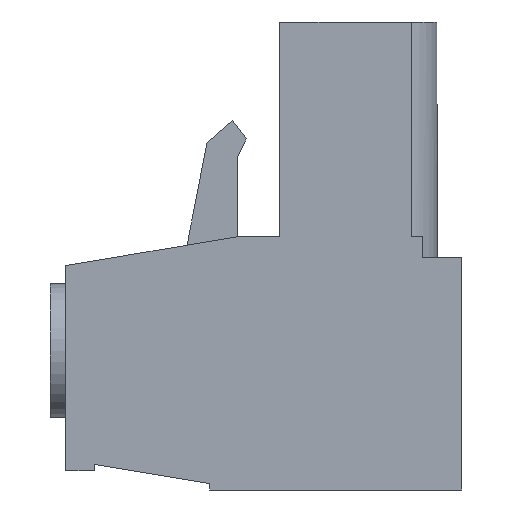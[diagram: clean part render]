
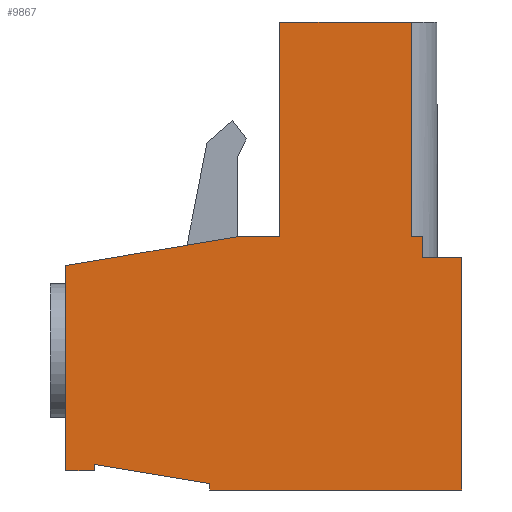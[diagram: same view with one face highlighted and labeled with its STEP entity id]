
A CAD part, left-side view. The second image highlights one B-rep face of the part: STEP entity #9867.
In plain terms, the highlighted planar face has unit normal (-1, 0, 0).
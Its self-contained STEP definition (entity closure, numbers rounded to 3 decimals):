
#184 = CARTESIAN_POINT ( 'NONE',  ( 0., 8.55, 9.85 ) ) ;
#209 = CARTESIAN_POINT ( 'NONE',  ( 0., 15.35, 0.75 ) ) ;
#218 = DIRECTION ( 'NONE',  ( 0., 0., -1. ) ) ;
#408 = LINE ( 'NONE', #2159, #9743 ) ;
#475 = DIRECTION ( 'NONE',  ( 0., 0., -1. ) ) ;
#504 = CARTESIAN_POINT ( 'NONE',  ( 0., 7.05, 18.15 ) ) ;
#710 = VECTOR ( 'NONE', #1491, 1000. ) ;
#789 = CARTESIAN_POINT ( 'NONE',  ( 0., 9.77, 0.25 ) ) ;
#796 = AXIS2_PLACEMENT_3D ( 'NONE', #1579, #8093, #2506 ) ;
#836 = EDGE_LOOP ( 'NONE', ( #5113, #3521, #4120, #11209, #11329, #1731, #2865, #7259, #5526, #8301, #7877, #11625, #7260, #9532, #1910 ) ) ;
#894 = EDGE_CURVE ( 'NONE', #10092, #5101, #1003, .T. ) ;
#906 = DIRECTION ( 'NONE',  ( 0., 1., 0. ) ) ;
#1003 = LINE ( 'NONE', #5427, #8142 ) ;
#1217 = VERTEX_POINT ( 'NONE', #5762 ) ;
#1406 = VECTOR ( 'NONE', #218, 1000. ) ;
#1416 = DIRECTION ( 'NONE',  ( 0., 0., 1. ) ) ;
#1491 = DIRECTION ( 'NONE',  ( 0., 0., 1. ) ) ;
#1532 = EDGE_CURVE ( 'NONE', #1217, #8502, #5745, .T. ) ;
#1579 = CARTESIAN_POINT ( 'NONE',  ( 0., 0., 0. ) ) ;
#1587 = VERTEX_POINT ( 'NONE', #8880 ) ;
#1731 = ORIENTED_EDGE ( 'NONE', *, *, #5317, .F. ) ;
#1910 = ORIENTED_EDGE ( 'NONE', *, *, #7462, .F. ) ;
#1992 = DIRECTION ( 'NONE',  ( 0., -0.986, 0.167 ) ) ;
#2092 = LINE ( 'NONE', #2870, #9850 ) ;
#2159 = CARTESIAN_POINT ( 'NONE',  ( 0., 1.5, 9.85 ) ) ;
#2506 = DIRECTION ( 'NONE',  ( 0., 0., 1. ) ) ;
#2775 = VERTEX_POINT ( 'NONE', #11941 ) ;
#2865 = ORIENTED_EDGE ( 'NONE', *, *, #3610, .F. ) ;
#2870 = CARTESIAN_POINT ( 'NONE',  ( 0., 0., 0. ) ) ;
#2912 = LINE ( 'NONE', #6431, #5368 ) ;
#2913 = EDGE_CURVE ( 'NONE', #5956, #5195, #6730, .T. ) ;
#3114 = VECTOR ( 'NONE', #11166, 1000. ) ;
#3205 = FACE_OUTER_BOUND ( 'NONE', #836, .T. ) ;
#3282 = VECTOR ( 'NONE', #7734, 1000. ) ;
#3314 = LINE ( 'NONE', #7171, #5197 ) ;
#3431 = LINE ( 'NONE', #5144, #710 ) ;
#3508 = EDGE_CURVE ( 'NONE', #5101, #7719, #9187, .T. ) ;
#3521 = ORIENTED_EDGE ( 'NONE', *, *, #9501, .F. ) ;
#3547 = EDGE_CURVE ( 'NONE', #8502, #6812, #6085, .T. ) ;
#3554 = VECTOR ( 'NONE', #1992, 1000. ) ;
#3562 = VECTOR ( 'NONE', #475, 1000. ) ;
#3610 = EDGE_CURVE ( 'NONE', #7719, #8046, #3314, .T. ) ;
#3797 = DIRECTION ( 'NONE',  ( 0., 0., -1. ) ) ;
#3842 = LINE ( 'NONE', #184, #3554 ) ;
#4120 = ORIENTED_EDGE ( 'NONE', *, *, #3547, .F. ) ;
#4465 = VERTEX_POINT ( 'NONE', #6818 ) ;
#4661 = CARTESIAN_POINT ( 'NONE',  ( 0., 8.55, 9.85 ) ) ;
#4934 = DIRECTION ( 'NONE',  ( 0., -1., 0. ) ) ;
#5096 = CARTESIAN_POINT ( 'NONE',  ( 0., 1.95, 18.15 ) ) ;
#5101 = VERTEX_POINT ( 'NONE', #11053 ) ;
#5113 = ORIENTED_EDGE ( 'NONE', *, *, #2913, .F. ) ;
#5144 = CARTESIAN_POINT ( 'NONE',  ( 0., 9.77, 0. ) ) ;
#5195 = VERTEX_POINT ( 'NONE', #5541 ) ;
#5197 = VECTOR ( 'NONE', #8129, 1000. ) ;
#5290 = EDGE_CURVE ( 'NONE', #11838, #10092, #3842, .T. ) ;
#5317 = EDGE_CURVE ( 'NONE', #8046, #8331, #10767, .T. ) ;
#5368 = VECTOR ( 'NONE', #906, 1000. ) ;
#5388 = DIRECTION ( 'NONE',  ( 0., -1., 0. ) ) ;
#5427 = CARTESIAN_POINT ( 'NONE',  ( 0., 7.05, 9.85 ) ) ;
#5492 = CARTESIAN_POINT ( 'NONE',  ( 0., 15.35, 8.7 ) ) ;
#5526 = ORIENTED_EDGE ( 'NONE', *, *, #894, .F. ) ;
#5541 = CARTESIAN_POINT ( 'NONE',  ( 0., 9.77, 0. ) ) ;
#5580 = LINE ( 'NONE', #5492, #3114 ) ;
#5745 = LINE ( 'NONE', #7562, #3282 ) ;
#5762 = CARTESIAN_POINT ( 'NONE',  ( 0., 1.5, 9.85 ) ) ;
#5956 = VERTEX_POINT ( 'NONE', #11460 ) ;
#6043 = LINE ( 'NONE', #6943, #3562 ) ;
#6085 = LINE ( 'NONE', #11776, #10819 ) ;
#6431 = CARTESIAN_POINT ( 'NONE',  ( 0., 15.35, 0.75 ) ) ;
#6434 = CARTESIAN_POINT ( 'NONE',  ( 0., 1.95, 9.85 ) ) ;
#6659 = VECTOR ( 'NONE', #1416, 1000. ) ;
#6730 = LINE ( 'NONE', #10256, #11788 ) ;
#6812 = VERTEX_POINT ( 'NONE', #10932 ) ;
#6818 = CARTESIAN_POINT ( 'NONE',  ( 0., 14.25, 0.99 ) ) ;
#6943 = CARTESIAN_POINT ( 'NONE',  ( 0., 14.25, 0.75 ) ) ;
#7148 = PLANE ( 'NONE',  #796 ) ;
#7171 = CARTESIAN_POINT ( 'NONE',  ( 0., 1.95, 18.15 ) ) ;
#7259 = ORIENTED_EDGE ( 'NONE', *, *, #3508, .F. ) ;
#7260 = ORIENTED_EDGE ( 'NONE', *, *, #8032, .F. ) ;
#7462 = EDGE_CURVE ( 'NONE', #5195, #1587, #3431, .T. ) ;
#7562 = CARTESIAN_POINT ( 'NONE',  ( 0., 1.5, 9. ) ) ;
#7719 = VERTEX_POINT ( 'NONE', #12115 ) ;
#7734 = DIRECTION ( 'NONE',  ( 0., 0., -1. ) ) ;
#7856 = CARTESIAN_POINT ( 'NONE',  ( 0., 1.5, 9. ) ) ;
#7870 = VERTEX_POINT ( 'NONE', #209 ) ;
#7877 = ORIENTED_EDGE ( 'NONE', *, *, #8326, .F. ) ;
#7942 = EDGE_CURVE ( 'NONE', #8331, #1217, #408, .T. ) ;
#8032 = EDGE_CURVE ( 'NONE', #4465, #2775, #6043, .T. ) ;
#8046 = VERTEX_POINT ( 'NONE', #5096 ) ;
#8093 = DIRECTION ( 'NONE',  ( -1., 0., 0. ) ) ;
#8129 = DIRECTION ( 'NONE',  ( 0., -1., 0. ) ) ;
#8142 = VECTOR ( 'NONE', #5388, 1000. ) ;
#8301 = ORIENTED_EDGE ( 'NONE', *, *, #5290, .F. ) ;
#8326 = EDGE_CURVE ( 'NONE', #7870, #11838, #5580, .T. ) ;
#8331 = VERTEX_POINT ( 'NONE', #6434 ) ;
#8502 = VERTEX_POINT ( 'NONE', #7856 ) ;
#8816 = VECTOR ( 'NONE', #10094, 1000. ) ;
#8880 = CARTESIAN_POINT ( 'NONE',  ( 0., 9.77, 0.25 ) ) ;
#9110 = LINE ( 'NONE', #789, #8816 ) ;
#9187 = LINE ( 'NONE', #504, #6659 ) ;
#9246 = DIRECTION ( 'NONE',  ( 0., 1., 0. ) ) ;
#9353 = EDGE_CURVE ( 'NONE', #1587, #4465, #9110, .T. ) ;
#9501 = EDGE_CURVE ( 'NONE', #6812, #5956, #2092, .T. ) ;
#9532 = ORIENTED_EDGE ( 'NONE', *, *, #9353, .F. ) ;
#9743 = VECTOR ( 'NONE', #4934, 1000. ) ;
#9850 = VECTOR ( 'NONE', #3797, 1000. ) ;
#9867 = ADVANCED_FACE ( 'NONE', ( #3205 ), #7148, .T. ) ;
#10092 = VERTEX_POINT ( 'NONE', #4661 ) ;
#10094 = DIRECTION ( 'NONE',  ( 0., 0.987, 0.163 ) ) ;
#10256 = CARTESIAN_POINT ( 'NONE',  ( 0., 9.77, 0. ) ) ;
#10299 = EDGE_CURVE ( 'NONE', #2775, #7870, #2912, .T. ) ;
#10767 = LINE ( 'NONE', #11437, #1406 ) ;
#10819 = VECTOR ( 'NONE', #11816, 1000. ) ;
#10932 = CARTESIAN_POINT ( 'NONE',  ( 0., 0., 9. ) ) ;
#11053 = CARTESIAN_POINT ( 'NONE',  ( 0., 7.05, 9.85 ) ) ;
#11166 = DIRECTION ( 'NONE',  ( 0., 0., 1. ) ) ;
#11209 = ORIENTED_EDGE ( 'NONE', *, *, #1532, .F. ) ;
#11329 = ORIENTED_EDGE ( 'NONE', *, *, #7942, .F. ) ;
#11437 = CARTESIAN_POINT ( 'NONE',  ( 0., 1.95, 9.85 ) ) ;
#11460 = CARTESIAN_POINT ( 'NONE',  ( 0., 0., 0. ) ) ;
#11625 = ORIENTED_EDGE ( 'NONE', *, *, #10299, .F. ) ;
#11776 = CARTESIAN_POINT ( 'NONE',  ( 0., 0., 9. ) ) ;
#11788 = VECTOR ( 'NONE', #9246, 1000. ) ;
#11816 = DIRECTION ( 'NONE',  ( 0., -1., 0. ) ) ;
#11838 = VERTEX_POINT ( 'NONE', #11986 ) ;
#11941 = CARTESIAN_POINT ( 'NONE',  ( 0., 14.25, 0.75 ) ) ;
#11986 = CARTESIAN_POINT ( 'NONE',  ( 0., 15.35, 8.7 ) ) ;
#12115 = CARTESIAN_POINT ( 'NONE',  ( 0., 7.05, 18.15 ) ) ;
